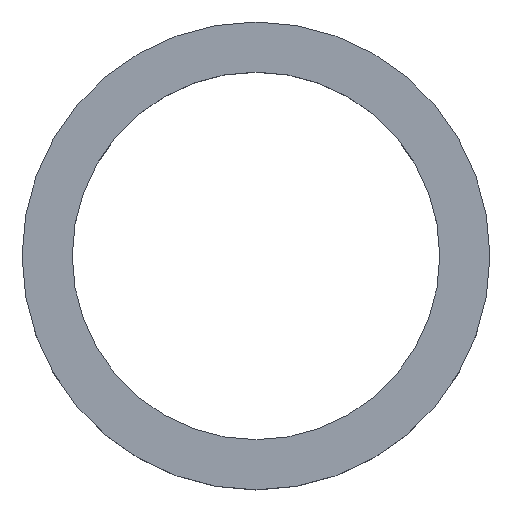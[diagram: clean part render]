
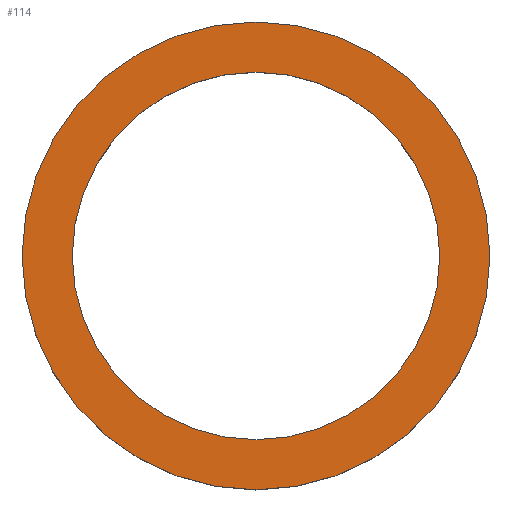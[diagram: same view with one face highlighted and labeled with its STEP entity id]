
A CAD part, top view. The second image highlights one B-rep face of the part: STEP entity #114.
In plain terms, the highlighted planar face has unit normal (0, 0, 1).
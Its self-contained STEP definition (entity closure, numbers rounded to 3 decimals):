
#4 = CARTESIAN_POINT ( 'NONE',  ( 0., 0., 4. ) ) ;
#5 = CIRCLE ( 'NONE', #68, 10.5 ) ;
#9 = AXIS2_PLACEMENT_3D ( 'NONE', #152, #32, #171 ) ;
#13 = VERTEX_POINT ( 'NONE', #27 ) ;
#15 = ORIENTED_EDGE ( 'NONE', *, *, #87, .T. ) ;
#26 = CIRCLE ( 'NONE', #93, 10.5 ) ;
#27 = CARTESIAN_POINT ( 'NONE',  ( 8.25, 0., 4. ) ) ;
#32 = DIRECTION ( 'NONE',  ( 0., 0., 1. ) ) ;
#35 = DIRECTION ( 'NONE',  ( 1., 0., 0. ) ) ;
#41 = CARTESIAN_POINT ( 'NONE',  ( 0., 0., 4. ) ) ;
#45 = VERTEX_POINT ( 'NONE', #143 ) ;
#49 = DIRECTION ( 'NONE',  ( 1., 0., 0. ) ) ;
#53 = CIRCLE ( 'NONE', #212, 8.25 ) ;
#64 = CARTESIAN_POINT ( 'NONE',  ( 10.5, 0., 4. ) ) ;
#65 = DIRECTION ( 'NONE',  ( 0., 0., 1. ) ) ;
#68 = AXIS2_PLACEMENT_3D ( 'NONE', #41, #204, #202 ) ;
#75 = PLANE ( 'NONE',  #83 ) ;
#83 = AXIS2_PLACEMENT_3D ( 'NONE', #4, #65, #35 ) ;
#87 = EDGE_CURVE ( 'NONE', #127, #45, #5, .T. ) ;
#93 = AXIS2_PLACEMENT_3D ( 'NONE', #178, #137, #49 ) ;
#95 = ORIENTED_EDGE ( 'NONE', *, *, #131, .F. ) ;
#96 = FACE_BOUND ( 'NONE', #170, .T. ) ;
#102 = CARTESIAN_POINT ( 'NONE',  ( 0., 0., 4. ) ) ;
#107 = CIRCLE ( 'NONE', #9, 8.25 ) ;
#109 = CARTESIAN_POINT ( 'NONE',  ( -8.25, 0., 4. ) ) ;
#114 = ADVANCED_FACE ( 'NONE', ( #157, #96 ), #75, .T. ) ;
#117 = DIRECTION ( 'NONE',  ( 0., 0., 1. ) ) ;
#121 = VERTEX_POINT ( 'NONE', #109 ) ;
#127 = VERTEX_POINT ( 'NONE', #64 ) ;
#131 = EDGE_CURVE ( 'NONE', #121, #13, #53, .T. ) ;
#137 = DIRECTION ( 'NONE',  ( 0., 0., 1. ) ) ;
#143 = CARTESIAN_POINT ( 'NONE',  ( -10.5, 0., 4. ) ) ;
#152 = CARTESIAN_POINT ( 'NONE',  ( 0., 0., 4. ) ) ;
#155 = EDGE_CURVE ( 'NONE', #45, #127, #26, .T. ) ;
#157 = FACE_OUTER_BOUND ( 'NONE', #164, .T. ) ;
#164 = EDGE_LOOP ( 'NONE', ( #175, #15 ) ) ;
#170 = EDGE_LOOP ( 'NONE', ( #95, #183 ) ) ;
#171 = DIRECTION ( 'NONE',  ( 1., 0., 0. ) ) ;
#175 = ORIENTED_EDGE ( 'NONE', *, *, #155, .T. ) ;
#178 = CARTESIAN_POINT ( 'NONE',  ( 0., 0., 4. ) ) ;
#183 = ORIENTED_EDGE ( 'NONE', *, *, #206, .F. ) ;
#202 = DIRECTION ( 'NONE',  ( 1., 0., 0. ) ) ;
#204 = DIRECTION ( 'NONE',  ( 0., 0., 1. ) ) ;
#206 = EDGE_CURVE ( 'NONE', #13, #121, #107, .T. ) ;
#211 = DIRECTION ( 'NONE',  ( 1., 0., 0. ) ) ;
#212 = AXIS2_PLACEMENT_3D ( 'NONE', #102, #117, #211 ) ;
